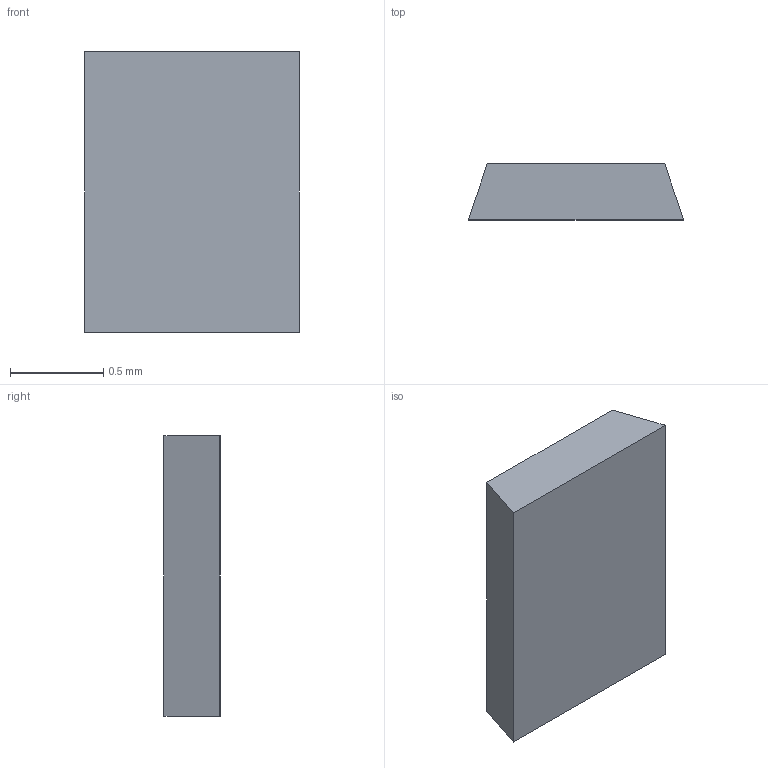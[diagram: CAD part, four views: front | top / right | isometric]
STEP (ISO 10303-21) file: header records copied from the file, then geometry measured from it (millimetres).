
FILE_DESCRIPTION (( 'STEP AP214' ), '1' );
FILE_NAME ('ｻﾆﾂﾌﾋｫﾉｫLEDｵﾆﾕ', '2023-04-08T14:40:27', ( '' ), ( '' ), 'SwSTEP 2.0', 'SolidWorks 2023', '' );
FILE_SCHEMA (( 'AUTOMOTIVE_DESIGN' ));
Length unit declared in the file: millimetre
Products named in the file (1): 黄绿双色LED灯罩
Bounding box: 1.15 x 0.3 x 1.5 mm (x, y, z)
Volume: 0.5 mm3; surface area: 4.7 mm2
Topology: 1 solids, 1 shells, 8 faces, 18 edges, 12 vertices
Faces by surface type: plane 8
Entity records: 333 total; most frequent: CARTESIAN_POINT 39, ORIENTED_EDGE 36, DIRECTION 36, LINE 18, EDGE_CURVE 18, VECTOR 18, VERTEX_POINT 12, UNCERTAINTY_MEASURE_WITH_UNIT 10
